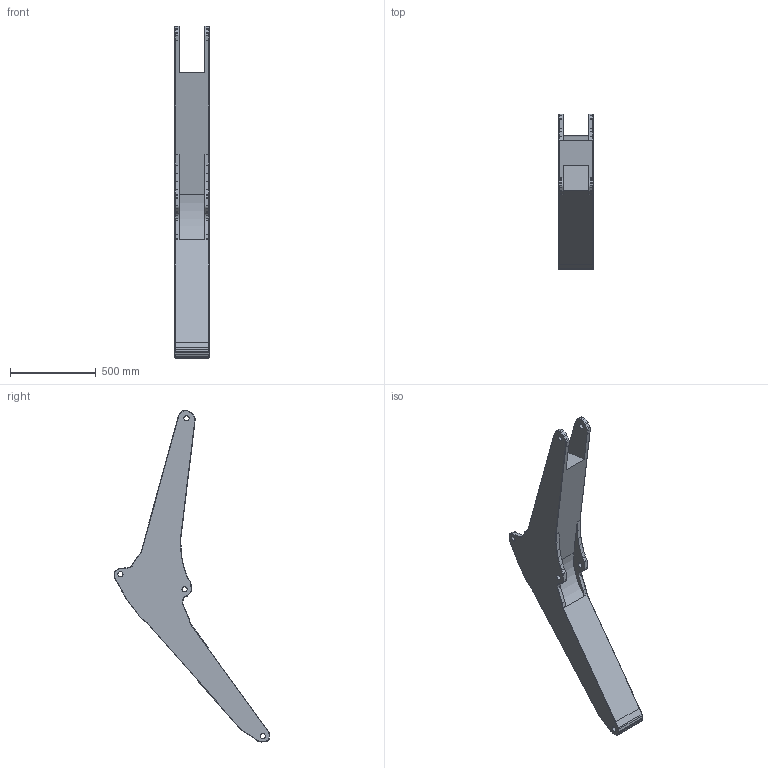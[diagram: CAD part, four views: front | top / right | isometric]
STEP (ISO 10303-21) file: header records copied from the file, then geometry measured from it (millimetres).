
FILE_DESCRIPTION(/* description */ (''),/* implementation_level */ '2;1');
FILE_NAME(/* name */ 'bom.stp',/* time_stamp */ '2025-04-30T16:13:10+02:00',/* author */ ('elias'),/* organization */ (''),/* preprocessor_version */ 'ST-DEVELOPER v20.1',/* originating_system */ 'Autodesk Inventor 2026',/* authorisation */ '');
FILE_SCHEMA (('AUTOMOTIVE_DESIGN { 1 0 10303 214 3 1 1 }'));
Length unit declared in the file: millimetre
Products named in the file (1): bom
Bounding box: 200 x 904.39 x 1932.76 mm (x, y, z)
Volume: 69078013.1 mm3; surface area: 1799969.4 mm2
Topology: 1 solids, 1 shells, 281 faces, 691 edges, 412 vertices
Faces by surface type: cylinder 142, plane 75, torus 64
Full cylindrical faces by diameter (mm): 30 x7
Entity records: 8402 total; most frequent: DIRECTION 1587, CARTESIAN_POINT 1469, ORIENTED_EDGE 1382, EDGE_CURVE 691, AXIS2_PLACEMENT_3D 616, VERTEX_POINT 412, LINE 355, VECTOR 355
